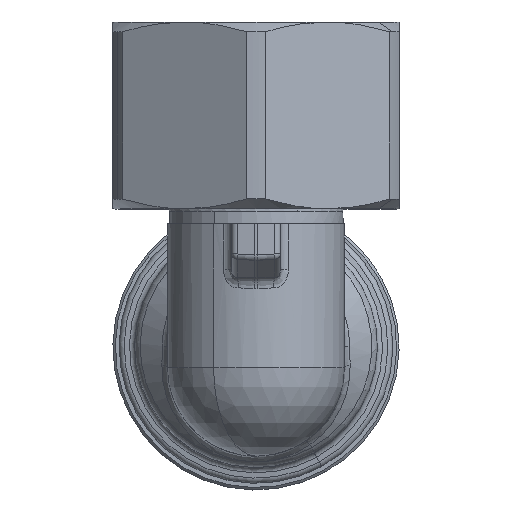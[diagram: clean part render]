
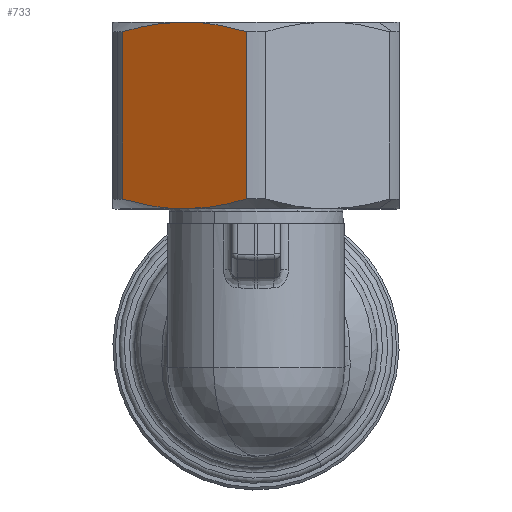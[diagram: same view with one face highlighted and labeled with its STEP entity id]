
A CAD part, top view. The second image highlights one B-rep face of the part: STEP entity #733.
In plain terms, the highlighted planar face has unit normal (-0.5, 0, 0.866).
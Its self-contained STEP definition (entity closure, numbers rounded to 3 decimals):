
#63=CARTESIAN_POINT('Vertex',(-5.75,26.,60.94)) ;
#643=CARTESIAN_POINT('Vertex',(-0.785,25.221,63.807)) ;
#646=CARTESIAN_POINT('Line Origine',(-0.785,18.5,63.807)) ;
#650=CARTESIAN_POINT('Vertex',(-0.785,11.779,63.807)) ;
#665=CARTESIAN_POINT('Axis2P3D Location',(-11.5,11.,57.62)) ;
#671=CARTESIAN_POINT('Control Point',(-5.75,26.,60.94)) ;
#672=CARTESIAN_POINT('Control Point',(-6.145,26.,60.712)) ;
#673=CARTESIAN_POINT('Control Point',(-6.54,25.987,60.483)) ;
#674=CARTESIAN_POINT('Control Point',(-6.938,25.961,60.254)) ;
#675=CARTESIAN_POINT('Control Point',(-7.879,25.868,59.71)) ;
#676=CARTESIAN_POINT('Control Point',(-8.864,25.697,59.142)) ;
#677=CARTESIAN_POINT('Control Point',(-9.448,25.572,58.805)) ;
#678=CARTESIAN_POINT('Control Point',(-10.061,25.415,58.451)) ;
#679=CARTESIAN_POINT('Control Point',(-10.715,25.221,58.073)) ;
#680=CARTESIAN_POINT('Vertex',(-10.715,25.221,58.073)) ;
#683=CARTESIAN_POINT('Line Origine',(-10.715,18.5,58.073)) ;
#687=CARTESIAN_POINT('Vertex',(-10.715,11.779,58.073)) ;
#691=CARTESIAN_POINT('Control Point',(-10.715,11.779,58.073)) ;
#692=CARTESIAN_POINT('Control Point',(-10.061,11.585,58.451)) ;
#693=CARTESIAN_POINT('Control Point',(-9.448,11.428,58.805)) ;
#694=CARTESIAN_POINT('Control Point',(-8.864,11.303,59.142)) ;
#695=CARTESIAN_POINT('Control Point',(-7.879,11.132,59.71)) ;
#696=CARTESIAN_POINT('Control Point',(-6.938,11.039,60.254)) ;
#697=CARTESIAN_POINT('Control Point',(-6.54,11.013,60.483)) ;
#698=CARTESIAN_POINT('Control Point',(-6.145,11.,60.712)) ;
#699=CARTESIAN_POINT('Control Point',(-5.75,11.,60.94)) ;
#700=CARTESIAN_POINT('Vertex',(-5.75,11.,60.94)) ;
#704=CARTESIAN_POINT('Control Point',(-5.75,11.,60.94)) ;
#705=CARTESIAN_POINT('Control Point',(-5.355,11.,61.168)) ;
#706=CARTESIAN_POINT('Control Point',(-4.96,11.013,61.396)) ;
#707=CARTESIAN_POINT('Control Point',(-4.562,11.039,61.626)) ;
#708=CARTESIAN_POINT('Control Point',(-3.621,11.132,62.169)) ;
#709=CARTESIAN_POINT('Control Point',(-2.636,11.303,62.738)) ;
#710=CARTESIAN_POINT('Control Point',(-2.052,11.428,63.075)) ;
#711=CARTESIAN_POINT('Control Point',(-1.439,11.585,63.429)) ;
#712=CARTESIAN_POINT('Control Point',(-0.785,11.779,63.807)) ;
#715=CARTESIAN_POINT('Control Point',(-0.785,25.221,63.807)) ;
#716=CARTESIAN_POINT('Control Point',(-1.439,25.415,63.429)) ;
#717=CARTESIAN_POINT('Control Point',(-2.052,25.572,63.075)) ;
#718=CARTESIAN_POINT('Control Point',(-2.636,25.697,62.738)) ;
#719=CARTESIAN_POINT('Control Point',(-3.621,25.868,62.169)) ;
#720=CARTESIAN_POINT('Control Point',(-4.562,25.961,61.626)) ;
#721=CARTESIAN_POINT('Control Point',(-4.96,25.987,61.396)) ;
#722=CARTESIAN_POINT('Control Point',(-5.355,26.,61.168)) ;
#723=CARTESIAN_POINT('Control Point',(-5.75,26.,60.94)) ;
#647=DIRECTION('Vector Direction',(0.,1.,0.)) ;
#666=DIRECTION('Axis2P3D Direction',(-0.5,0.,0.866)) ;
#667=DIRECTION('Axis2P3D XDirection',(0.866,0.,0.5)) ;
#684=DIRECTION('Vector Direction',(0.,1.,0.)) ;
#668=AXIS2_PLACEMENT_3D('Plane Axis2P3D',#665,#666,#667) ;
#726=ORIENTED_EDGE('',*,*,#682,.T.) ;
#727=ORIENTED_EDGE('',*,*,#689,.F.) ;
#728=ORIENTED_EDGE('',*,*,#702,.T.) ;
#729=ORIENTED_EDGE('',*,*,#713,.T.) ;
#730=ORIENTED_EDGE('',*,*,#652,.T.) ;
#731=ORIENTED_EDGE('',*,*,#724,.T.) ;
#648=VECTOR('Line Direction',#647,1.) ;
#685=VECTOR('Line Direction',#684,1.) ;
#733=ADVANCED_FACE('PartBody',(#732),#669,.T.) ;
#670=B_SPLINE_CURVE_WITH_KNOTS('',5,(#671,#672,#673,#674,#675,#676,#677,#678,#679),.UNSPECIFIED.,.F.,.U.,(6,3,6),(46.659,66.644,93.318),.UNSPECIFIED.) ;
#690=B_SPLINE_CURVE_WITH_KNOTS('',5,(#691,#692,#693,#694,#695,#696,#697,#698,#699),.UNSPECIFIED.,.F.,.U.,(6,3,6),(0.,26.675,46.659),.UNSPECIFIED.) ;
#703=B_SPLINE_CURVE_WITH_KNOTS('',5,(#704,#705,#706,#707,#708,#709,#710,#711,#712),.UNSPECIFIED.,.F.,.U.,(6,3,6),(46.659,66.644,93.318),.UNSPECIFIED.) ;
#714=B_SPLINE_CURVE_WITH_KNOTS('',5,(#715,#716,#717,#718,#719,#720,#721,#722,#723),.UNSPECIFIED.,.F.,.U.,(6,3,6),(0.,26.675,46.659),.UNSPECIFIED.) ;
#652=EDGE_CURVE('',#651,#644,#649,.T.) ;
#682=EDGE_CURVE('',#64,#681,#670,.T.) ;
#689=EDGE_CURVE('',#688,#681,#686,.T.) ;
#702=EDGE_CURVE('',#688,#701,#690,.T.) ;
#713=EDGE_CURVE('',#701,#651,#703,.T.) ;
#724=EDGE_CURVE('',#644,#64,#714,.T.) ;
#725=EDGE_LOOP('',(#726,#727,#728,#729,#730,#731)) ;
#732=FACE_OUTER_BOUND('',#725,.T.) ;
#649=LINE('Line',#646,#648) ;
#686=LINE('Line',#683,#685) ;
#669=PLANE('',#668) ;
#64=VERTEX_POINT('',#63) ;
#644=VERTEX_POINT('',#643) ;
#651=VERTEX_POINT('',#650) ;
#681=VERTEX_POINT('',#680) ;
#688=VERTEX_POINT('',#687) ;
#701=VERTEX_POINT('',#700) ;
